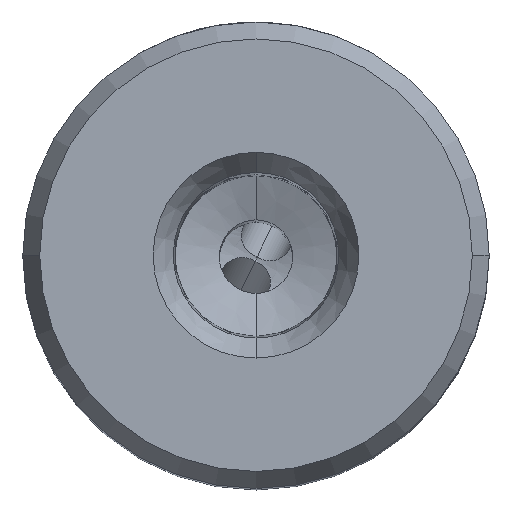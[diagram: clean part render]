
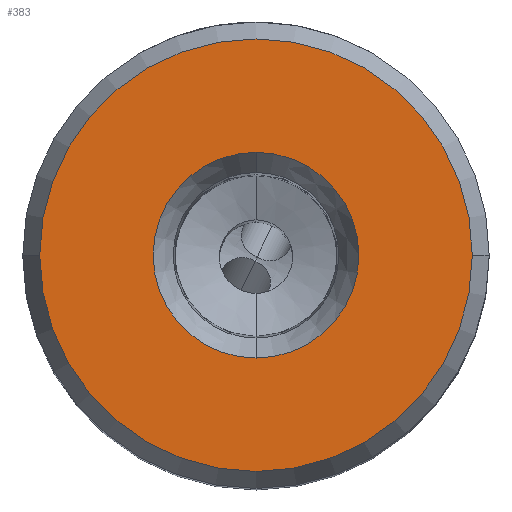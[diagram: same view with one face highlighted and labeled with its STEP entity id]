
A CAD part, top view. The second image highlights one B-rep face of the part: STEP entity #383.
In plain terms, the highlighted planar face has unit normal (0, 0, 1).
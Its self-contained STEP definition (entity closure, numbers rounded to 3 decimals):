
#44=FACE_BOUND('',#668,.T.);
#45=FACE_BOUND('',#669,.T.);
#137=PLANE('',#2898);
#383=ADVANCED_FACE('',(#44,#45),#137,.T.);
#668=EDGE_LOOP('',(#1026,#1027));
#669=EDGE_LOOP('',(#1028,#1029));
#798=CIRCLE('',#2876,7.);
#807=CIRCLE('',#2893,14.72);
#808=CIRCLE('',#2895,14.72);
#809=CIRCLE('',#2897,7.);
#1026=ORIENTED_EDGE('',*,*,#2139,.T.);
#1027=ORIENTED_EDGE('',*,*,#2161,.T.);
#1028=ORIENTED_EDGE('',*,*,#2157,.T.);
#1029=ORIENTED_EDGE('',*,*,#2160,.T.);
#1821=VERTEX_POINT('',#5034);
#1824=VERTEX_POINT('',#5039);
#1836=VERTEX_POINT('',#5087);
#1837=VERTEX_POINT('',#5088);
#2139=EDGE_CURVE('',#1821,#1824,#798,.T.);
#2157=EDGE_CURVE('',#1836,#1837,#807,.T.);
#2160=EDGE_CURVE('',#1837,#1836,#808,.T.);
#2161=EDGE_CURVE('',#1824,#1821,#809,.T.);
#2876=AXIS2_PLACEMENT_3D('',#5040,#3138,#3139);
#2893=AXIS2_PLACEMENT_3D('',#5086,#3178,#3179);
#2895=AXIS2_PLACEMENT_3D('',#5092,#3184,#3185);
#2897=AXIS2_PLACEMENT_3D('',#5094,#3188,#3189);
#2898=AXIS2_PLACEMENT_3D('',#5095,#3190,#3191);
#3138=DIRECTION('',(0.,0.,-1.));
#3139=DIRECTION('',(0.,-1.,0.));
#3178=DIRECTION('',(0.,0.,1.));
#3179=DIRECTION('',(-1.,0.,0.));
#3184=DIRECTION('',(0.,0.,1.));
#3185=DIRECTION('',(1.,0.,0.));
#3188=DIRECTION('',(0.,0.,-1.));
#3189=DIRECTION('',(0.,1.,0.));
#3190=DIRECTION('',(0.,0.,1.));
#3191=DIRECTION('',(-1.,0.,0.));
#5034=CARTESIAN_POINT('',(0.,-7.,30.2));
#5039=CARTESIAN_POINT('',(0.,7.,30.2));
#5040=CARTESIAN_POINT('',(0.,0.,30.2));
#5086=CARTESIAN_POINT('',(0.,0.,30.2));
#5087=CARTESIAN_POINT('',(-14.72,0.,30.2));
#5088=CARTESIAN_POINT('',(14.72,0.,30.2));
#5092=CARTESIAN_POINT('',(0.,0.,30.2));
#5094=CARTESIAN_POINT('',(0.,0.,30.2));
#5095=CARTESIAN_POINT('',(0.,0.,30.2));
